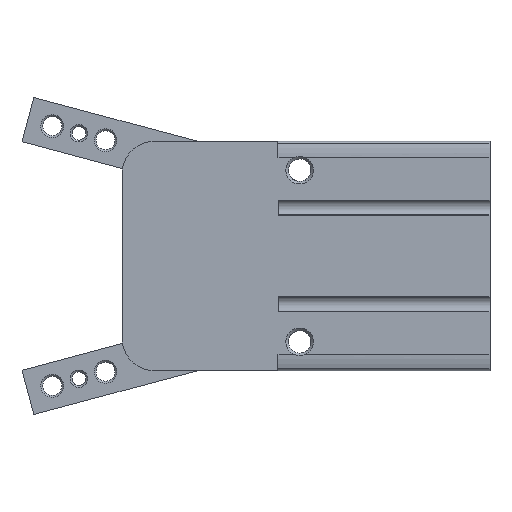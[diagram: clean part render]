
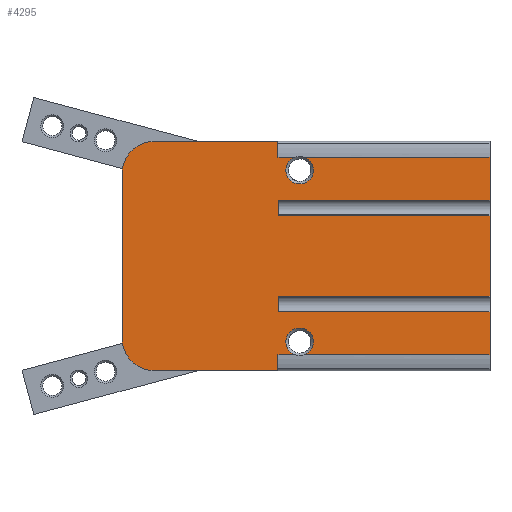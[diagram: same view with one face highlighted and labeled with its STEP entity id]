
A CAD part, left-side view. The second image highlights one B-rep face of the part: STEP entity #4295.
In plain terms, the highlighted planar face has unit normal (-1, 0, 0).
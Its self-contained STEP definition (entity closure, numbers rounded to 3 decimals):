
#304=LINE('',#6649,#659);
#307=LINE('',#6657,#662);
#380=LINE('',#6893,#735);
#382=LINE('',#6901,#737);
#389=LINE('',#6936,#744);
#391=LINE('',#6944,#746);
#399=LINE('',#6988,#754);
#404=LINE('',#7012,#759);
#422=LINE('',#7092,#777);
#441=LINE('',#7144,#796);
#443=LINE('',#7148,#798);
#444=LINE('',#7150,#799);
#445=LINE('',#7152,#800);
#446=LINE('',#7153,#801);
#447=LINE('',#7155,#802);
#448=LINE('',#7157,#803);
#449=LINE('',#7159,#804);
#450=LINE('',#7160,#805);
#659=VECTOR('',#5203,1000.);
#662=VECTOR('',#5210,1000.);
#735=VECTOR('',#5409,1000.);
#737=VECTOR('',#5415,1000.);
#744=VECTOR('',#5438,1000.);
#746=VECTOR('',#5444,1000.);
#754=VECTOR('',#5480,1000.);
#759=VECTOR('',#5499,1000.);
#777=VECTOR('',#5569,1000.);
#796=VECTOR('',#5612,1000.);
#798=VECTOR('',#5618,1000.);
#799=VECTOR('',#5619,1000.);
#800=VECTOR('',#5620,1000.);
#801=VECTOR('',#5621,1000.);
#802=VECTOR('',#5622,1000.);
#803=VECTOR('',#5623,1000.);
#804=VECTOR('',#5626,1000.);
#805=VECTOR('',#5627,1000.);
#1434=ORIENTED_EDGE('',*,*,#2536,.T.);
#1435=ORIENTED_EDGE('',*,*,#2414,.T.);
#1436=ORIENTED_EDGE('',*,*,#2462,.T.);
#1437=ORIENTED_EDGE('',*,*,#2537,.F.);
#1438=ORIENTED_EDGE('',*,*,#2538,.T.);
#1439=ORIENTED_EDGE('',*,*,#2539,.T.);
#1440=ORIENTED_EDGE('',*,*,#2450,.T.);
#1441=ORIENTED_EDGE('',*,*,#2540,.F.);
#1442=ORIENTED_EDGE('',*,*,#2541,.T.);
#1443=ORIENTED_EDGE('',*,*,#2542,.T.);
#1444=ORIENTED_EDGE('',*,*,#2506,.T.);
#1445=ORIENTED_EDGE('',*,*,#2427,.F.);
#1446=ORIENTED_EDGE('',*,*,#2543,.T.);
#1447=ORIENTED_EDGE('',*,*,#2431,.F.);
#1448=ORIENTED_EDGE('',*,*,#2544,.T.);
#1449=ORIENTED_EDGE('',*,*,#2300,.F.);
#1450=ORIENTED_EDGE('',*,*,#2309,.F.);
#1451=ORIENTED_EDGE('',*,*,#2534,.F.);
#1452=ORIENTED_EDGE('',*,*,#2306,.F.);
#1453=ORIENTED_EDGE('',*,*,#2296,.T.);
#1454=ORIENTED_EDGE('',*,*,#2545,.T.);
#1455=ORIENTED_EDGE('',*,*,#2410,.T.);
#2296=EDGE_CURVE('',#2896,#2895,#304,.T.);
#2300=EDGE_CURVE('',#2898,#2899,#307,.T.);
#2306=EDGE_CURVE('',#2896,#2904,#3261,.T.);
#2309=EDGE_CURVE('',#2905,#2898,#3262,.T.);
#2410=EDGE_CURVE('',#2971,#2969,#380,.T.);
#2414=EDGE_CURVE('',#2970,#2974,#382,.T.);
#2427=EDGE_CURVE('',#2981,#2983,#389,.T.);
#2431=EDGE_CURVE('',#2986,#2982,#391,.T.);
#2450=EDGE_CURVE('',#3001,#3000,#399,.T.);
#2462=EDGE_CURVE('',#2974,#3012,#404,.T.);
#2506=EDGE_CURVE('',#3049,#2983,#422,.T.);
#2534=EDGE_CURVE('',#2904,#2905,#441,.T.);
#2536=EDGE_CURVE('',#2969,#2970,#3349,.T.);
#2537=EDGE_CURVE('',#3070,#3012,#443,.T.);
#2538=EDGE_CURVE('',#3070,#3071,#444,.T.);
#2539=EDGE_CURVE('',#3071,#3001,#445,.T.);
#2540=EDGE_CURVE('',#3072,#3000,#446,.T.);
#2541=EDGE_CURVE('',#3072,#3073,#447,.T.);
#2542=EDGE_CURVE('',#3073,#3049,#448,.T.);
#2543=EDGE_CURVE('',#2981,#2982,#3350,.T.);
#2544=EDGE_CURVE('',#2986,#2899,#449,.T.);
#2545=EDGE_CURVE('',#2895,#2971,#450,.T.);
#2895=VERTEX_POINT('',#6648);
#2896=VERTEX_POINT('',#6650);
#2898=VERTEX_POINT('',#6656);
#2899=VERTEX_POINT('',#6658);
#2904=VERTEX_POINT('',#6670);
#2905=VERTEX_POINT('',#6674);
#2969=VERTEX_POINT('',#6891);
#2970=VERTEX_POINT('',#6892);
#2971=VERTEX_POINT('',#6894);
#2974=VERTEX_POINT('',#6900);
#2981=VERTEX_POINT('',#6934);
#2982=VERTEX_POINT('',#6935);
#2983=VERTEX_POINT('',#6937);
#2986=VERTEX_POINT('',#6943);
#3000=VERTEX_POINT('',#6987);
#3001=VERTEX_POINT('',#6989);
#3012=VERTEX_POINT('',#7011);
#3049=VERTEX_POINT('',#7093);
#3070=VERTEX_POINT('',#7149);
#3071=VERTEX_POINT('',#7151);
#3072=VERTEX_POINT('',#7154);
#3073=VERTEX_POINT('',#7156);
#3261=CIRCLE('',#4574,7.);
#3262=CIRCLE('',#4576,7.);
#3349=CIRCLE('',#4708,3.);
#3350=CIRCLE('',#4709,3.);
#3542=EDGE_LOOP('',(#1434,#1435,#1436,#1437,#1438,#1439,#1440,#1441,#1442,
#1443,#1444,#1445,#1446,#1447,#1448,#1449,#1450,#1451,#1452,#1453,#1454,
#1455));
#3869=FACE_BOUND('',#3542,.T.);
#4161=PLANE('',#4707);
#4295=ADVANCED_FACE('',(#3869),#4161,.F.);
#4574=AXIS2_PLACEMENT_3D('',#6669,#5218,#5219);
#4576=AXIS2_PLACEMENT_3D('',#6675,#5224,#5225);
#4707=AXIS2_PLACEMENT_3D('',#7146,#5614,#5615);
#4708=AXIS2_PLACEMENT_3D('',#7147,#5616,#5617);
#4709=AXIS2_PLACEMENT_3D('',#7158,#5624,#5625);
#5203=DIRECTION('',(0.,-1.,0.));
#5210=DIRECTION('',(0.,-1.,0.));
#5218=DIRECTION('',(1.,0.,0.));
#5219=DIRECTION('',(0.,0.,-1.));
#5224=DIRECTION('',(1.,0.,0.));
#5225=DIRECTION('',(0.,0.,-1.));
#5409=DIRECTION('',(0.,-1.,0.));
#5415=DIRECTION('',(0.,-1.,0.));
#5438=DIRECTION('',(0.,-1.,0.));
#5444=DIRECTION('',(0.,-1.,0.));
#5480=DIRECTION('',(0.,0.,1.));
#5499=DIRECTION('',(0.,0.,1.));
#5569=DIRECTION('',(0.,0.,1.));
#5612=DIRECTION('',(0.,0.,1.));
#5614=DIRECTION('',(1.,0.,0.));
#5615=DIRECTION('',(0.,0.,-1.));
#5616=DIRECTION('',(1.,0.,0.));
#5617=DIRECTION('',(0.,0.,-1.));
#5618=DIRECTION('',(0.,-1.,0.));
#5619=DIRECTION('',(0.,0.,1.));
#5620=DIRECTION('',(0.,-1.,0.));
#5621=DIRECTION('',(0.,-1.,0.));
#5622=DIRECTION('',(0.,0.,1.));
#5623=DIRECTION('',(0.,-1.,0.));
#5624=DIRECTION('',(1.,0.,0.));
#5625=DIRECTION('',(0.,0.,-1.));
#5626=DIRECTION('',(0.,0.,1.));
#5627=DIRECTION('',(0.,0.,1.));
#6648=CARTESIAN_POINT('',(-16.5,46.22,-25.));
#6649=CARTESIAN_POINT('',(-16.5,80.2,-25.));
#6650=CARTESIAN_POINT('',(-16.5,73.2,-25.));
#6656=CARTESIAN_POINT('',(-16.5,73.2,25.));
#6657=CARTESIAN_POINT('',(-16.5,80.2,25.));
#6658=CARTESIAN_POINT('',(-16.5,46.22,25.));
#6669=CARTESIAN_POINT('',(-16.5,73.2,-18.));
#6670=CARTESIAN_POINT('',(-16.5,80.2,-18.));
#6674=CARTESIAN_POINT('',(-16.5,80.2,18.));
#6675=CARTESIAN_POINT('',(-16.5,73.2,18.));
#6891=CARTESIAN_POINT('',(-16.5,42.577,-21.5));
#6892=CARTESIAN_POINT('',(-16.5,40.423,-21.5));
#6893=CARTESIAN_POINT('',(-16.5,46.22,-21.5));
#6894=CARTESIAN_POINT('',(-16.5,46.22,-21.5));
#6900=CARTESIAN_POINT('',(-16.5,0.,-21.5));
#6901=CARTESIAN_POINT('',(-16.5,46.22,-21.5));
#6934=CARTESIAN_POINT('',(-16.5,40.423,21.5));
#6935=CARTESIAN_POINT('',(-16.5,42.577,21.5));
#6936=CARTESIAN_POINT('',(-16.5,46.22,21.5));
#6937=CARTESIAN_POINT('',(-16.5,0.,21.5));
#6943=CARTESIAN_POINT('',(-16.5,46.22,21.5));
#6944=CARTESIAN_POINT('',(-16.5,46.22,21.5));
#6987=CARTESIAN_POINT('',(-16.5,0.,8.8));
#6988=CARTESIAN_POINT('',(-16.5,0.,-25.));
#6989=CARTESIAN_POINT('',(-16.5,0.,-8.8));
#7011=CARTESIAN_POINT('',(-16.5,0.,-12.2));
#7012=CARTESIAN_POINT('',(-16.5,0.,-25.));
#7092=CARTESIAN_POINT('',(-16.5,0.,-25.));
#7093=CARTESIAN_POINT('',(-16.5,0.,12.2));
#7144=CARTESIAN_POINT('',(-16.5,80.2,-25.));
#7146=CARTESIAN_POINT('',(-16.5,80.2,-25.));
#7147=CARTESIAN_POINT('',(-16.5,41.5,-18.7));
#7148=CARTESIAN_POINT('',(-16.5,46.2,-12.2));
#7149=CARTESIAN_POINT('',(-16.5,46.2,-12.2));
#7150=CARTESIAN_POINT('',(-16.5,46.2,-12.2));
#7151=CARTESIAN_POINT('',(-16.5,46.2,-8.8));
#7152=CARTESIAN_POINT('',(-16.5,46.2,-8.8));
#7153=CARTESIAN_POINT('',(-16.5,46.2,8.8));
#7154=CARTESIAN_POINT('',(-16.5,46.2,8.8));
#7155=CARTESIAN_POINT('',(-16.5,46.2,8.8));
#7156=CARTESIAN_POINT('',(-16.5,46.2,12.2));
#7157=CARTESIAN_POINT('',(-16.5,46.2,12.2));
#7158=CARTESIAN_POINT('',(-16.5,41.5,18.7));
#7159=CARTESIAN_POINT('',(-16.5,46.22,-25.));
#7160=CARTESIAN_POINT('',(-16.5,46.22,-25.));
